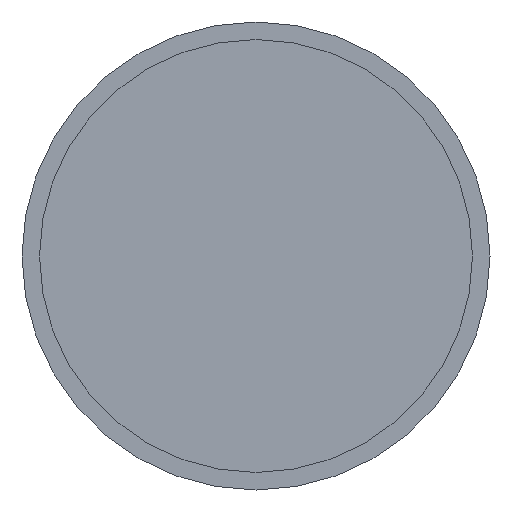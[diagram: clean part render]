
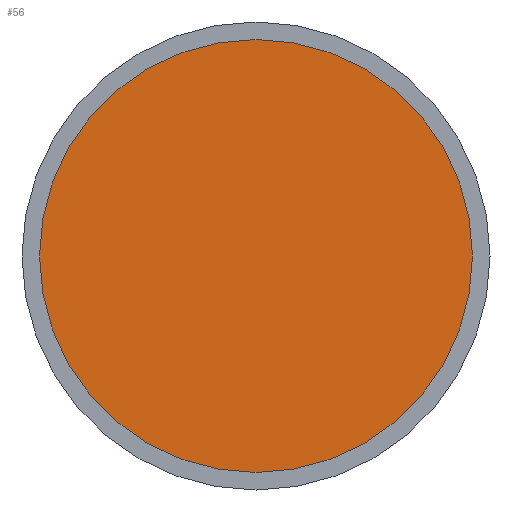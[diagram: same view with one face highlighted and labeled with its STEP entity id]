
A CAD part, front view. The second image highlights one B-rep face of the part: STEP entity #56.
In plain terms, the highlighted planar face has unit normal (0, -1, 0).
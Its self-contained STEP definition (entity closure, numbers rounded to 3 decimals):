
#56 = ADVANCED_FACE( '', ( #125 ), #126, .F. );
#125 = FACE_OUTER_BOUND( '', #246, .T. );
#126 = PLANE( '', #247 );
#246 = EDGE_LOOP( '', ( #337 ) );
#247 = AXIS2_PLACEMENT_3D( '', #338, #339, #340 );
#337 = ORIENTED_EDGE( '', *, *, #472, .T. );
#338 = CARTESIAN_POINT( '', ( 46.25, 3., 0. ) );
#339 = DIRECTION( '', ( 0., 1., 0. ) );
#340 = DIRECTION( '', ( 0., 0., 1. ) );
#472 = EDGE_CURVE( '', #535, #535, #536, .T. );
#535 = VERTEX_POINT( '', #619 );
#536 = CIRCLE( '', #620, 46.25 );
#619 = CARTESIAN_POINT( '', ( 0., 3., -46.25 ) );
#620 = AXIS2_PLACEMENT_3D( '', #708, #709, #710 );
#708 = CARTESIAN_POINT( '', ( 0., 3., 0. ) );
#709 = DIRECTION( '', ( 0., -1., 0. ) );
#710 = DIRECTION( '', ( 0., 0., -1. ) );
